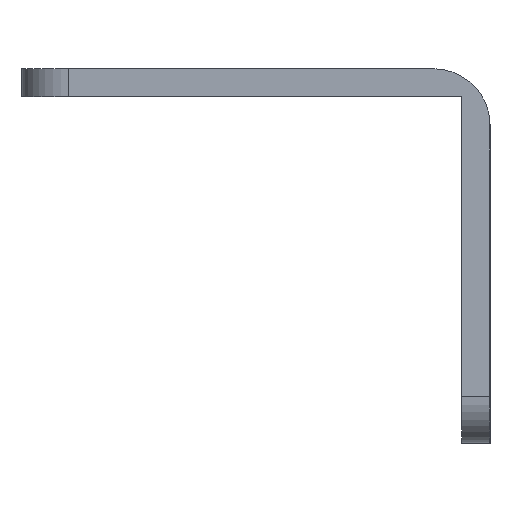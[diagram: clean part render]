
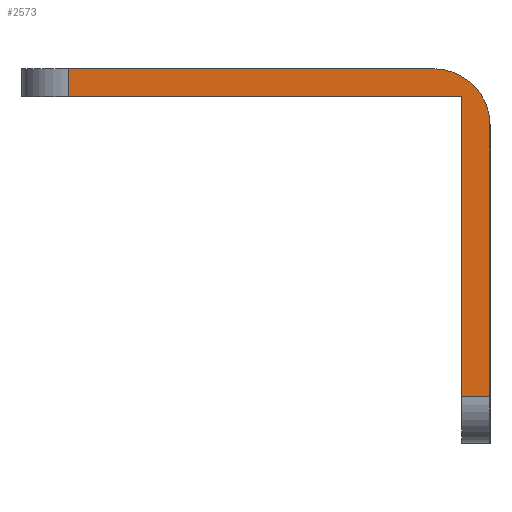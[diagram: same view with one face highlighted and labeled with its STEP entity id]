
A CAD part, left-side view. The second image highlights one B-rep face of the part: STEP entity #2573.
In plain terms, the highlighted planar face has unit normal (-1, 0, 0).
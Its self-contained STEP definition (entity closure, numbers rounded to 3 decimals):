
#1007 = DIRECTION ( 'NONE',  ( 0., 0., -1. ) ) ;
#1340 = CARTESIAN_POINT ( 'NONE',  ( -267.5, -25., -33.5 ) ) ;
#1686 = PLANE ( 'NONE',  #12418 ) ;
#1812 = CARTESIAN_POINT ( 'NONE',  ( -267.5, -28., -33.5 ) ) ;
#1900 = CARTESIAN_POINT ( 'NONE',  ( -267.5, -22., 1.5 ) ) ;
#2331 = ORIENTED_EDGE ( 'NONE', *, *, #13614, .T. ) ;
#2573 = ADVANCED_FACE ( 'NONE', ( #4610 ), #1686, .F. ) ;
#2634 = EDGE_CURVE ( 'NONE', #14681, #11060, #11569, .T. ) ;
#2663 = EDGE_CURVE ( 'NONE', #9790, #14681, #5439, .T. ) ;
#2896 = EDGE_CURVE ( 'NONE', #11060, #6521, #7103, .T. ) ;
#3057 = AXIS2_PLACEMENT_3D ( 'NONE', #12149, #8548, #1007 ) ;
#3697 = VERTEX_POINT ( 'NONE', #5662 ) ;
#4380 = CARTESIAN_POINT ( 'NONE',  ( -267.5, -28., -33.5 ) ) ;
#4552 = ORIENTED_EDGE ( 'NONE', *, *, #2634, .T. ) ;
#4610 = FACE_OUTER_BOUND ( 'NONE', #9692, .T. ) ;
#5151 = DIRECTION ( 'NONE',  ( 0., -1., 0. ) ) ;
#5439 = LINE ( 'NONE', #14915, #15748 ) ;
#5609 = DIRECTION ( 'NONE',  ( 0., -1., 0. ) ) ;
#5662 = CARTESIAN_POINT ( 'NONE',  ( -267.5, 17., 1.5 ) ) ;
#6521 = VERTEX_POINT ( 'NONE', #10869 ) ;
#6901 = DIRECTION ( 'NONE',  ( 0., 0., -1. ) ) ;
#7103 = LINE ( 'NONE', #15759, #12539 ) ;
#7523 = LINE ( 'NONE', #15245, #11294 ) ;
#7745 = LINE ( 'NONE', #10222, #10284 ) ;
#8025 = EDGE_CURVE ( 'NONE', #11184, #9790, #7523, .T. ) ;
#8111 = DIRECTION ( 'NONE',  ( 1., 0., 0. ) ) ;
#8481 = VECTOR ( 'NONE', #8726, 1000. ) ;
#8548 = DIRECTION ( 'NONE',  ( -1., 0., 0. ) ) ;
#8726 = DIRECTION ( 'NONE',  ( 0., 0., -1. ) ) ;
#8856 = CARTESIAN_POINT ( 'NONE',  ( -267.5, -25., -1.5 ) ) ;
#9320 = LINE ( 'NONE', #10137, #8481 ) ;
#9692 = EDGE_LOOP ( 'NONE', ( #11248, #2331, #10670, #16369, #4552, #13852, #15799 ) ) ;
#9790 = VERTEX_POINT ( 'NONE', #8856 ) ;
#9842 = CARTESIAN_POINT ( 'NONE',  ( -267.5, -22., 1.5 ) ) ;
#10137 = CARTESIAN_POINT ( 'NONE',  ( -267.5, 17., 1.5 ) ) ;
#10222 = CARTESIAN_POINT ( 'NONE',  ( -267.5, -22., 1.5 ) ) ;
#10284 = VECTOR ( 'NONE', #5151, 1000. ) ;
#10506 = DIRECTION ( 'NONE',  ( 0., 0., 1. ) ) ;
#10670 = ORIENTED_EDGE ( 'NONE', *, *, #8025, .T. ) ;
#10869 = CARTESIAN_POINT ( 'NONE',  ( -267.5, -28., -4.5 ) ) ;
#11060 = VERTEX_POINT ( 'NONE', #1812 ) ;
#11184 = VERTEX_POINT ( 'NONE', #14898 ) ;
#11248 = ORIENTED_EDGE ( 'NONE', *, *, #16370, .F. ) ;
#11294 = VECTOR ( 'NONE', #15505, 1000. ) ;
#11569 = LINE ( 'NONE', #4380, #15234 ) ;
#12003 = EDGE_CURVE ( 'NONE', #6521, #12529, #14455, .T. ) ;
#12149 = CARTESIAN_POINT ( 'NONE',  ( -267.5, -22., -4.5 ) ) ;
#12418 = AXIS2_PLACEMENT_3D ( 'NONE', #9842, #8111, #6901 ) ;
#12529 = VERTEX_POINT ( 'NONE', #1900 ) ;
#12539 = VECTOR ( 'NONE', #10506, 1000. ) ;
#13614 = EDGE_CURVE ( 'NONE', #3697, #11184, #9320, .T. ) ;
#13852 = ORIENTED_EDGE ( 'NONE', *, *, #2896, .T. ) ;
#14455 = CIRCLE ( 'NONE', #3057, 6. ) ;
#14626 = DIRECTION ( 'NONE',  ( 0., 0., -1. ) ) ;
#14681 = VERTEX_POINT ( 'NONE', #1340 ) ;
#14898 = CARTESIAN_POINT ( 'NONE',  ( -267.5, 17., -1.5 ) ) ;
#14915 = CARTESIAN_POINT ( 'NONE',  ( -267.5, -25., -38.5 ) ) ;
#15234 = VECTOR ( 'NONE', #5609, 1000. ) ;
#15245 = CARTESIAN_POINT ( 'NONE',  ( -267.5, -22., -1.5 ) ) ;
#15505 = DIRECTION ( 'NONE',  ( 0., -1., 0. ) ) ;
#15748 = VECTOR ( 'NONE', #14626, 1000. ) ;
#15759 = CARTESIAN_POINT ( 'NONE',  ( -267.5, -28., 1.5 ) ) ;
#15799 = ORIENTED_EDGE ( 'NONE', *, *, #12003, .T. ) ;
#16369 = ORIENTED_EDGE ( 'NONE', *, *, #2663, .T. ) ;
#16370 = EDGE_CURVE ( 'NONE', #3697, #12529, #7745, .T. ) ;
